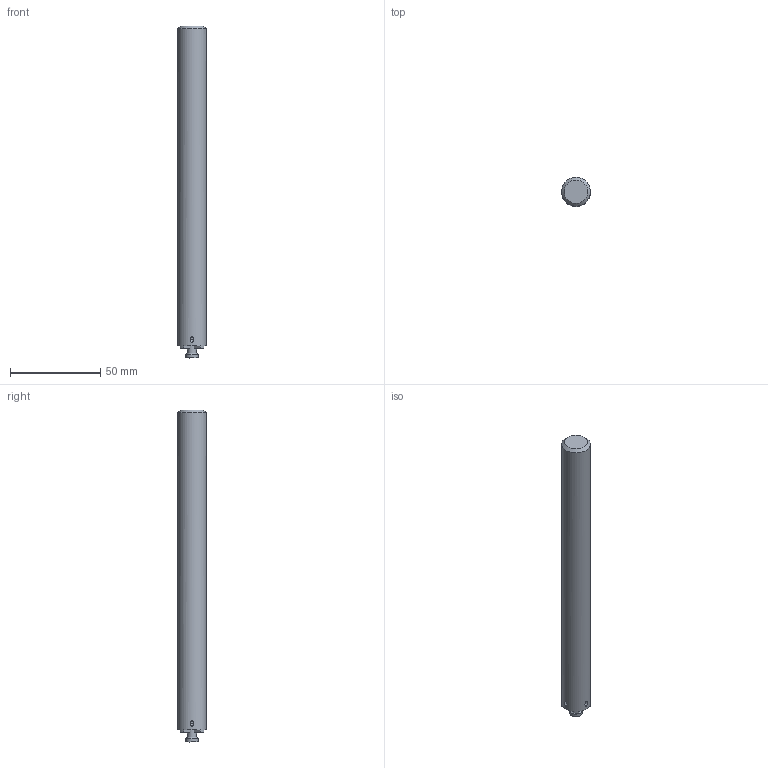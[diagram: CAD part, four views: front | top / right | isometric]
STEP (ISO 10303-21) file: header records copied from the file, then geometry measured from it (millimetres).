
FILE_DESCRIPTION(/* description */ (''),/* implementation_level */ '2;1');
FILE_NAME(/* name */ '335.14-1616.0-120-185-E_Detailed.stp',/* time_stamp */ '2024-08-09T12:59:48+05:00',/* author */ (''),/* organization */ (''),/* preprocessor_version */ 'ST-DEVELOPER v18.102',/* originating_system */ 'SIEMENS PLM Software NX2206.8101',/* authorisation */ '');
FILE_SCHEMA (('AUTOMOTIVE_DESIGN { 1 0 10303 214 3 1 1 1 }'));
Length unit declared in the file: millimetre
Products named in the file (1): 335.14-1616.0-120-185-E_step_stp_objects
Bounding box: 15.99 x 15.99 x 184.1 mm (x, y, z)
Volume: 35798.2 mm3; surface area: 9545.1 mm2
Topology: 1 solids, 2 shells, 55 faces, 146 edges, 102 vertices
Faces by surface type: plane 32, cylinder 13, cone 5, bspline 5
Full cylindrical faces by diameter (mm): 1.8 x4, 5 x1, 6.9 x1, 15.994 x1
Entity records: 2344 total; most frequent: CARTESIAN_POINT 1067, ORIENTED_EDGE 256, DIRECTION 221, EDGE_CURVE 128, VERTEX_POINT 92, AXIS2_PLACEMENT_3D 78, EDGE_LOOP 70, LINE 65
